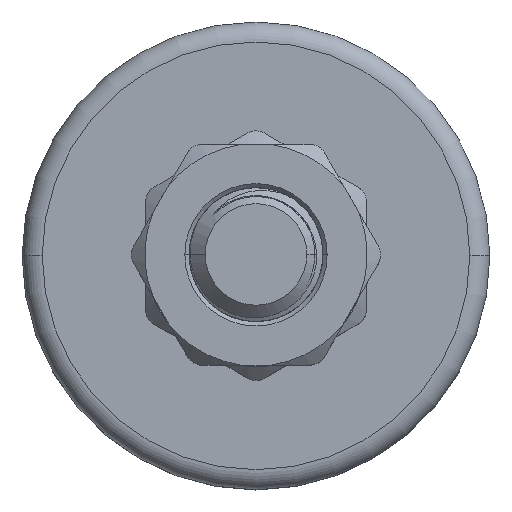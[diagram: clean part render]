
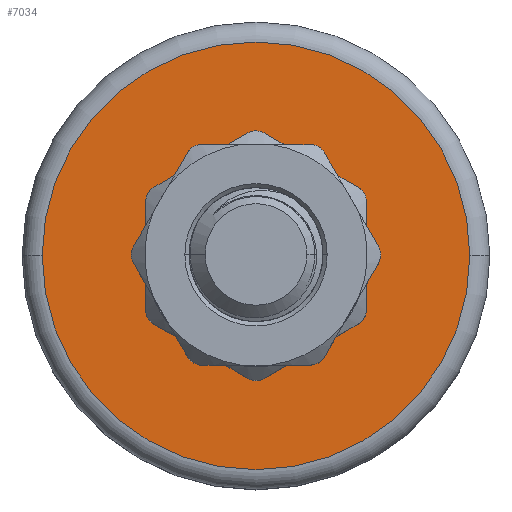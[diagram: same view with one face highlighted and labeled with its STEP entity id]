
A CAD part, top view. The second image highlights one B-rep face of the part: STEP entity #7034.
In plain terms, the highlighted planar face has unit normal (0, 0, 1).
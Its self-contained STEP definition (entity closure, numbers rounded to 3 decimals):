
#1309=FACE_BOUND('',#1860,.T.);
#1374=FACE_OUTER_BOUND('',#1859,.T.);
#1859=EDGE_LOOP('',(#4742,#4743));
#1860=EDGE_LOOP('',(#4744,#4745));
#2408=CIRCLE('',#7529,16.);
#2409=CIRCLE('',#7531,16.);
#2410=CIRCLE('',#7532,5.5);
#2411=CIRCLE('',#7533,5.5);
#2924=VERTEX_POINT('',#10518);
#2925=VERTEX_POINT('',#10520);
#2926=VERTEX_POINT('',#10525);
#2927=VERTEX_POINT('',#10526);
#3622=EDGE_CURVE('',#2924,#2925,#2408,.T.);
#3623=EDGE_CURVE('',#2925,#2924,#2409,.T.);
#3624=EDGE_CURVE('',#2926,#2927,#2410,.T.);
#3625=EDGE_CURVE('',#2927,#2926,#2411,.T.);
#4742=ORIENTED_EDGE('',*,*,#3622,.T.);
#4743=ORIENTED_EDGE('',*,*,#3623,.T.);
#4744=ORIENTED_EDGE('',*,*,#3624,.T.);
#4745=ORIENTED_EDGE('',*,*,#3625,.T.);
#6955=PLANE('',#7530);
#7034=ADVANCED_FACE('',(#1374,#1309),#6955,.T.);
#7529=AXIS2_PLACEMENT_3D('',#10522,#8445,#8446);
#7530=AXIS2_PLACEMENT_3D('',#10523,#8447,#8448);
#7531=AXIS2_PLACEMENT_3D('',#10524,#8449,#8450);
#7532=AXIS2_PLACEMENT_3D('',#10527,#8451,#8452);
#7533=AXIS2_PLACEMENT_3D('',#10528,#8453,#8454);
#8445=DIRECTION('center_axis',(0.,0.,1.));
#8446=DIRECTION('ref_axis',(-1.,0.,0.));
#8447=DIRECTION('center_axis',(0.,0.,1.));
#8448=DIRECTION('ref_axis',(-1.,0.,0.));
#8449=DIRECTION('center_axis',(0.,0.,1.));
#8450=DIRECTION('ref_axis',(1.,0.,0.));
#8451=DIRECTION('center_axis',(0.,0.,-1.));
#8452=DIRECTION('ref_axis',(0.,1.,0.));
#8453=DIRECTION('center_axis',(0.,0.,-1.));
#8454=DIRECTION('ref_axis',(0.,-1.,0.));
#10518=CARTESIAN_POINT('',(-16.,0.,10.));
#10520=CARTESIAN_POINT('',(16.,0.,10.));
#10522=CARTESIAN_POINT('Origin',(0.,0.,10.));
#10523=CARTESIAN_POINT('Origin',(0.,0.,10.));
#10524=CARTESIAN_POINT('Origin',(0.,0.,10.));
#10525=CARTESIAN_POINT('',(0.,5.5,10.));
#10526=CARTESIAN_POINT('',(0.,-5.5,10.));
#10527=CARTESIAN_POINT('Origin',(0.,0.,10.));
#10528=CARTESIAN_POINT('Origin',(0.,0.,10.));
